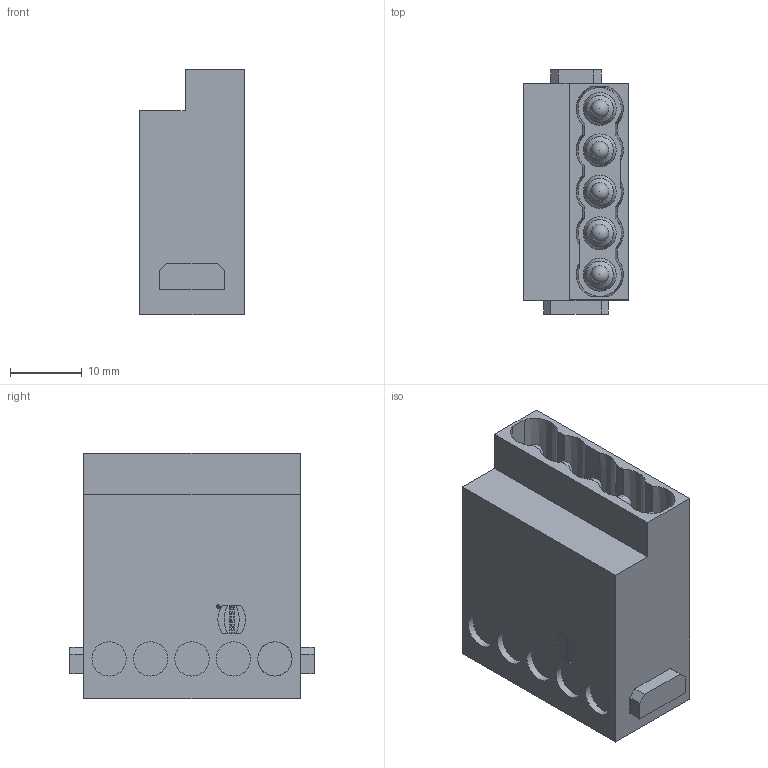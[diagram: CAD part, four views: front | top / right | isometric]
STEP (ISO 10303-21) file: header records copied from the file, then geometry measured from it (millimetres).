
FILE_DESCRIPTION(/* description */ (''),/* implementation_level */ '2;1');
FILE_NAME(/* name */ '100548017ugm000_c.stp',/* time_stamp */ '2019-06-12T11:08:24+02:00',/* author */ (''),/* organization */ (''),/* preprocessor_version */ 'ST-DEVELOPER v16.7',/* originating_system */ 'SIEMENS PLM Software NX 12.0',/* authorisation */ '');
FILE_SCHEMA (('AUTOMOTIVE_DESIGN { 1 0 10303 214 3 1 1 1 }'));
Length unit declared in the file: millimetre
Products named in the file (1): 100548017ugm000_c
Bounding box: 14.65 x 34.2 x 34.4 mm (x, y, z)
Volume: 9809.4 mm3; surface area: 7847.7 mm2
Topology: 1 solids, 1 shells, 586 faces, 1672 edges, 1223 vertices
Faces by surface type: plane 311, bspline 140, cylinder 71, cone 28, extrusion 21, sphere 15
Full cylindrical faces by diameter (mm): 0.44 x1, 0.52 x1, 2.5 x5, 3.2 x5, 3.8 x5, 4.8 x5
Entity records: 29903 total; most frequent: CARTESIAN_POINT 11727, ORIENTED_EDGE 2966, DIRECTION 2258, EDGE_CURVE 1483, VERTEX_POINT 980, VECTOR 972, LINE 951, PRESENTATION_STYLE_ASSIGNMENT 705
